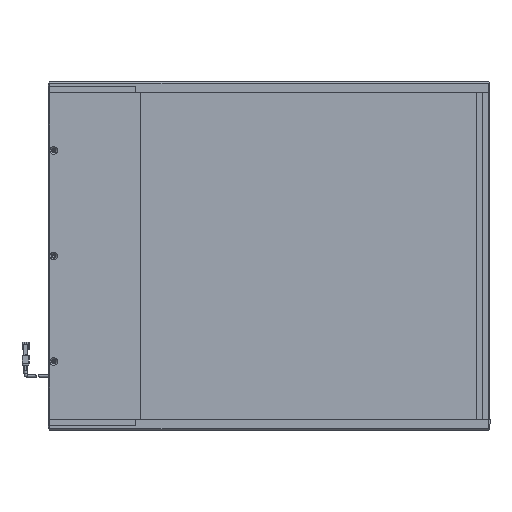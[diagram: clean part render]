
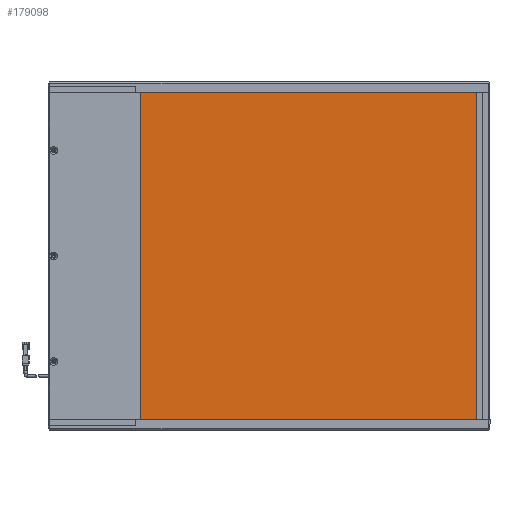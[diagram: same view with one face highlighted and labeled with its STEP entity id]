
A CAD part, front view. The second image highlights one B-rep face of the part: STEP entity #179098.
In plain terms, the highlighted planar face has unit normal (0, -1, 0).
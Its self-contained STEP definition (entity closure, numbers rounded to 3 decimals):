
#3142 = ORIENTED_EDGE ( 'NONE', *, *, #100307, .T. ) ;
#8396 = VECTOR ( 'NONE', #152514, 1000. ) ;
#10743 = VECTOR ( 'NONE', #89287, 1000. ) ;
#18154 = EDGE_CURVE ( 'NONE', #123026, #144370, #161561, .T. ) ;
#19540 = CARTESIAN_POINT ( 'NONE',  ( 169.543, -87.715, 202.011 ) ) ;
#19841 = VERTEX_POINT ( 'NONE', #67409 ) ;
#21140 = DIRECTION ( 'NONE',  ( -0.707, 0., 0.707 ) ) ;
#26815 = VECTOR ( 'NONE', #21140, 1000. ) ;
#30859 = LINE ( 'NONE', #40122, #8396 ) ;
#37459 = CARTESIAN_POINT ( 'NONE',  ( -24.457, -87.715, 9.811 ) ) ;
#40122 = CARTESIAN_POINT ( 'NONE',  ( -24.457, -87.715, 202.011 ) ) ;
#42562 = CARTESIAN_POINT ( 'NONE',  ( 169.343, -87.715, 9.811 ) ) ;
#46684 = LINE ( 'NONE', #70056, #132166 ) ;
#50715 = DIRECTION ( 'NONE',  ( 0., -1., 0. ) ) ;
#53616 = DIRECTION ( 'NONE',  ( 1., 0., 0. ) ) ;
#56185 = CARTESIAN_POINT ( 'NONE',  ( -24.257, -87.715, 9.811 ) ) ;
#58497 = ORIENTED_EDGE ( 'NONE', *, *, #102825, .T. ) ;
#66919 = EDGE_CURVE ( 'NONE', #162183, #201977, #30859, .T. ) ;
#67409 = CARTESIAN_POINT ( 'NONE',  ( 169.543, -87.715, 201.811 ) ) ;
#69729 = DIRECTION ( 'NONE',  ( -0.707, 0., -0.707 ) ) ;
#70056 = CARTESIAN_POINT ( 'NONE',  ( -24.457, -87.715, 202.011 ) ) ;
#78082 = CARTESIAN_POINT ( 'NONE',  ( -24.457, -87.715, 201.811 ) ) ;
#87669 = EDGE_CURVE ( 'NONE', #153640, #19841, #185246, .T. ) ;
#89287 = DIRECTION ( 'NONE',  ( 0.707, 0., 0.707 ) ) ;
#98150 = ORIENTED_EDGE ( 'NONE', *, *, #105421, .T. ) ;
#100125 = CARTESIAN_POINT ( 'NONE',  ( 169.543, -87.715, 10.011 ) ) ;
#100307 = EDGE_CURVE ( 'NONE', #144370, #153640, #133746, .T. ) ;
#102350 = ORIENTED_EDGE ( 'NONE', *, *, #18154, .T. ) ;
#102825 = EDGE_CURVE ( 'NONE', #19841, #162183, #192691, .T. ) ;
#104372 = ORIENTED_EDGE ( 'NONE', *, *, #87669, .T. ) ;
#105421 = EDGE_CURVE ( 'NONE', #201977, #186189, #141393, .T. ) ;
#111176 = ORIENTED_EDGE ( 'NONE', *, *, #66919, .T. ) ;
#111879 = EDGE_LOOP ( 'NONE', ( #111176, #98150, #174080, #182508, #102350, #3142, #104372, #58497 ) ) ;
#118831 = VECTOR ( 'NONE', #53616, 1000. ) ;
#123026 = VERTEX_POINT ( 'NONE', #191234 ) ;
#132034 = CARTESIAN_POINT ( 'NONE',  ( 169.343, -87.715, 202.011 ) ) ;
#132166 = VECTOR ( 'NONE', #182572, 1000. ) ;
#133746 = LINE ( 'NONE', #185767, #10743 ) ;
#136233 = DIRECTION ( 'NONE',  ( 0.707, 0., -0.707 ) ) ;
#141393 = LINE ( 'NONE', #198319, #179132 ) ;
#142425 = VECTOR ( 'NONE', #147929, 1000. ) ;
#144370 = VERTEX_POINT ( 'NONE', #42562 ) ;
#146944 = CARTESIAN_POINT ( 'NONE',  ( -24.457, -87.715, 202.011 ) ) ;
#147010 = EDGE_CURVE ( 'NONE', #163034, #123026, #156795, .T. ) ;
#147929 = DIRECTION ( 'NONE',  ( 0., 0., 1. ) ) ;
#151504 = CARTESIAN_POINT ( 'NONE',  ( -24.257, -87.715, 202.011 ) ) ;
#151721 = VECTOR ( 'NONE', #136233, 1000. ) ;
#152514 = DIRECTION ( 'NONE',  ( -1., 0., 0. ) ) ;
#153640 = VERTEX_POINT ( 'NONE', #100125 ) ;
#156795 = LINE ( 'NONE', #56185, #151721 ) ;
#161561 = LINE ( 'NONE', #37459, #118831 ) ;
#162183 = VERTEX_POINT ( 'NONE', #178752 ) ;
#163034 = VERTEX_POINT ( 'NONE', #202248 ) ;
#163117 = DIRECTION ( 'NONE',  ( 1., 0., 0. ) ) ;
#164780 = EDGE_CURVE ( 'NONE', #186189, #163034, #46684, .T. ) ;
#174080 = ORIENTED_EDGE ( 'NONE', *, *, #164780, .T. ) ;
#178644 = PLANE ( 'NONE',  #196459 ) ;
#178752 = CARTESIAN_POINT ( 'NONE',  ( 169.343, -87.715, 202.011 ) ) ;
#179098 = ADVANCED_FACE ( 'NONE', ( #187815 ), #178644, .T. ) ;
#179132 = VECTOR ( 'NONE', #69729, 1000. ) ;
#182508 = ORIENTED_EDGE ( 'NONE', *, *, #147010, .T. ) ;
#182572 = DIRECTION ( 'NONE',  ( 0., 0., -1. ) ) ;
#185246 = LINE ( 'NONE', #19540, #142425 ) ;
#185767 = CARTESIAN_POINT ( 'NONE',  ( 169.543, -87.715, 10.011 ) ) ;
#186189 = VERTEX_POINT ( 'NONE', #78082 ) ;
#187815 = FACE_OUTER_BOUND ( 'NONE', #111879, .T. ) ;
#191234 = CARTESIAN_POINT ( 'NONE',  ( -24.257, -87.715, 9.811 ) ) ;
#192691 = LINE ( 'NONE', #132034, #26815 ) ;
#196459 = AXIS2_PLACEMENT_3D ( 'NONE', #146944, #50715, #163117 ) ;
#198319 = CARTESIAN_POINT ( 'NONE',  ( -24.457, -87.715, 201.811 ) ) ;
#201977 = VERTEX_POINT ( 'NONE', #151504 ) ;
#202248 = CARTESIAN_POINT ( 'NONE',  ( -24.457, -87.715, 10.011 ) ) ;
